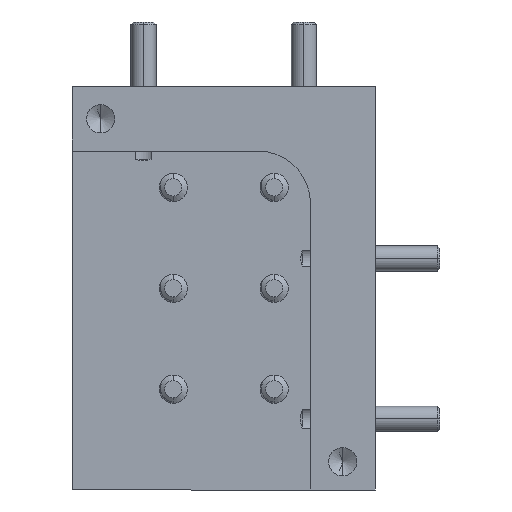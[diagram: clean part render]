
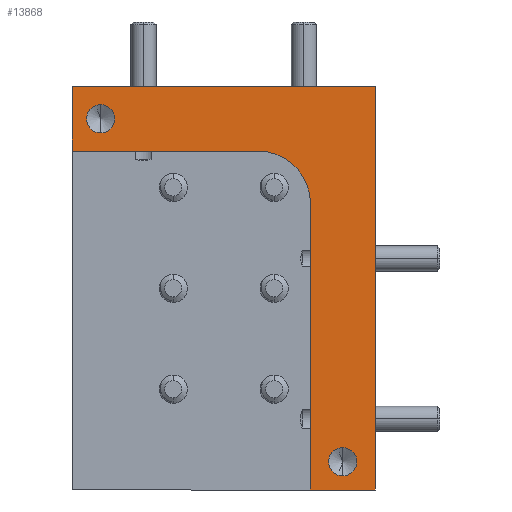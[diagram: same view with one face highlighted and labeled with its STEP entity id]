
A CAD part, front view. The second image highlights one B-rep face of the part: STEP entity #13868.
In plain terms, the highlighted planar face has unit normal (0, -1, 0).
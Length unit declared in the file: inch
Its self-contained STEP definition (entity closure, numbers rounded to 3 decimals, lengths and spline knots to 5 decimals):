
#284 = FACE_OUTER_BOUND ( 'NONE', #15320, .T. ) ;
#362 = DIRECTION ( 'NONE',  ( -1., 0., 0. ) ) ;
#431 = LINE ( 'NONE', #5633, #9828 ) ;
#699 = LINE ( 'NONE', #16272, #20293 ) ;
#737 = DIRECTION ( 'NONE',  ( 0., 0., -1. ) ) ;
#1025 = DIRECTION ( 'NONE',  ( 0., -1., 0. ) ) ;
#1087 = LINE ( 'NONE', #6649, #25787 ) ;
#1357 = EDGE_CURVE ( 'NONE', #16100, #3060, #26924, .T. ) ;
#2006 = CARTESIAN_POINT ( 'NONE',  ( 0.57574, 0.36848, 0.32823 ) ) ;
#2379 = EDGE_CURVE ( 'NONE', #27599, #33285, #4782, .T. ) ;
#2910 = CIRCLE ( 'NONE', #13934, 0.035 ) ;
#3060 = VERTEX_POINT ( 'NONE', #3951 ) ;
#3951 = CARTESIAN_POINT ( 'NONE',  ( -0.02426, 0.36848, 1.17823 ) ) ;
#4268 = CARTESIAN_POINT ( 'NONE',  ( 0.65574, 0.36848, 0.29323 ) ) ;
#4428 = ORIENTED_EDGE ( 'NONE', *, *, #17500, .F. ) ;
#4680 = EDGE_LOOP ( 'NONE', ( #21453, #11668 ) ) ;
#4782 = CIRCLE ( 'NONE', #11371, 0.13 ) ;
#5556 = DIRECTION ( 'NONE',  ( 0., 0., -1. ) ) ;
#5633 = CARTESIAN_POINT ( 'NONE',  ( 0.65574, 0.36848, 1.29323 ) ) ;
#6049 = DIRECTION ( 'NONE',  ( 0., 0., -1. ) ) ;
#6635 = VERTEX_POINT ( 'NONE', #27811 ) ;
#6649 = CARTESIAN_POINT ( 'NONE',  ( 0.65574, 0.36848, 1.29323 ) ) ;
#7381 = CARTESIAN_POINT ( 'NONE',  ( 0.49574, 0.36848, 0.29323 ) ) ;
#7577 = CIRCLE ( 'NONE', #21913, 0.035 ) ;
#7719 = DIRECTION ( 'NONE',  ( 0., 1., 0. ) ) ;
#8097 = FACE_BOUND ( 'NONE', #10781, .T. ) ;
#8285 = CARTESIAN_POINT ( 'NONE',  ( 0.49574, 0.36848, 1.00323 ) ) ;
#8806 = CARTESIAN_POINT ( 'NONE',  ( -0.09426, 0.36848, 1.29323 ) ) ;
#8922 = DIRECTION ( 'NONE',  ( 1., 0., 0. ) ) ;
#9112 = ORIENTED_EDGE ( 'NONE', *, *, #2379, .T. ) ;
#9141 = VERTEX_POINT ( 'NONE', #7381 ) ;
#9649 = ORIENTED_EDGE ( 'NONE', *, *, #26352, .F. ) ;
#9828 = VECTOR ( 'NONE', #8922, 39.37008 ) ;
#10781 = EDGE_LOOP ( 'NONE', ( #19302, #11870 ) ) ;
#10821 = CARTESIAN_POINT ( 'NONE',  ( 0.49574, 0.36848, 0.29323 ) ) ;
#10850 = CARTESIAN_POINT ( 'NONE',  ( 0.65574, 0.36848, 1.29323 ) ) ;
#11342 = EDGE_CURVE ( 'NONE', #3060, #16100, #29475, .T. ) ;
#11371 = AXIS2_PLACEMENT_3D ( 'NONE', #23454, #7719, #23285 ) ;
#11668 = ORIENTED_EDGE ( 'NONE', *, *, #1357, .F. ) ;
#11870 = ORIENTED_EDGE ( 'NONE', *, *, #13631, .F. ) ;
#12074 = VECTOR ( 'NONE', #362, 39.37008 ) ;
#12710 = CARTESIAN_POINT ( 'NONE',  ( 0.36574, 0.36848, 1.13323 ) ) ;
#13098 = VECTOR ( 'NONE', #32428, 39.37008 ) ;
#13179 = EDGE_CURVE ( 'NONE', #20445, #9141, #699, .T. ) ;
#13235 = DIRECTION ( 'NONE',  ( 0., 0., 1. ) ) ;
#13561 = ORIENTED_EDGE ( 'NONE', *, *, #22859, .F. ) ;
#13631 = EDGE_CURVE ( 'NONE', #22011, #20132, #2910, .T. ) ;
#13868 = ADVANCED_FACE ( 'NONE', ( #15527, #8097, #284 ), #29078, .F. ) ;
#13934 = AXIS2_PLACEMENT_3D ( 'NONE', #19700, #30297, #6049 ) ;
#14009 = CARTESIAN_POINT ( 'NONE',  ( -0.09426, 0.36848, 1.29323 ) ) ;
#15320 = EDGE_LOOP ( 'NONE', ( #18358, #4428, #9112, #13561, #30889, #9649, #16976 ) ) ;
#15527 = FACE_BOUND ( 'NONE', #4680, .T. ) ;
#16100 = VERTEX_POINT ( 'NONE', #33492 ) ;
#16272 = CARTESIAN_POINT ( 'NONE',  ( 0.65574, 0.36848, 0.29323 ) ) ;
#16347 = AXIS2_PLACEMENT_3D ( 'NONE', #18851, #1025, #5556 ) ;
#16508 = LINE ( 'NONE', #10821, #23020 ) ;
#16976 = ORIENTED_EDGE ( 'NONE', *, *, #31563, .F. ) ;
#17500 = EDGE_CURVE ( 'NONE', #27599, #27940, #29478, .T. ) ;
#18099 = DIRECTION ( 'NONE',  ( 0., 0., -1. ) ) ;
#18358 = ORIENTED_EDGE ( 'NONE', *, *, #28319, .F. ) ;
#18390 = AXIS2_PLACEMENT_3D ( 'NONE', #21873, #22217, #737 ) ;
#18851 = CARTESIAN_POINT ( 'NONE',  ( -0.02426, 0.36848, 1.21323 ) ) ;
#19044 = CARTESIAN_POINT ( 'NONE',  ( 0.49574, 0.36848, 1.13323 ) ) ;
#19302 = ORIENTED_EDGE ( 'NONE', *, *, #30281, .F. ) ;
#19700 = CARTESIAN_POINT ( 'NONE',  ( 0.57574, 0.36848, 0.36323 ) ) ;
#20132 = VERTEX_POINT ( 'NONE', #2006 ) ;
#20293 = VECTOR ( 'NONE', #26877, 39.37008 ) ;
#20445 = VERTEX_POINT ( 'NONE', #4268 ) ;
#20618 = AXIS2_PLACEMENT_3D ( 'NONE', #10850, #26298, #26129 ) ;
#21219 = DIRECTION ( 'NONE',  ( 0., -1., 0. ) ) ;
#21453 = ORIENTED_EDGE ( 'NONE', *, *, #11342, .F. ) ;
#21873 = CARTESIAN_POINT ( 'NONE',  ( -0.02426, 0.36848, 1.21323 ) ) ;
#21913 = AXIS2_PLACEMENT_3D ( 'NONE', #23492, #21219, #18099 ) ;
#22011 = VERTEX_POINT ( 'NONE', #26053 ) ;
#22173 = LINE ( 'NONE', #14009, #13098 ) ;
#22217 = DIRECTION ( 'NONE',  ( 0., -1., 0. ) ) ;
#22859 = EDGE_CURVE ( 'NONE', #9141, #33285, #16508, .T. ) ;
#23020 = VECTOR ( 'NONE', #13235, 39.37008 ) ;
#23285 = DIRECTION ( 'NONE',  ( 0., 0., 1. ) ) ;
#23454 = CARTESIAN_POINT ( 'NONE',  ( 0.36574, 0.36848, 1.00323 ) ) ;
#23492 = CARTESIAN_POINT ( 'NONE',  ( 0.57574, 0.36848, 0.36323 ) ) ;
#25787 = VECTOR ( 'NONE', #27256, 39.37008 ) ;
#26053 = CARTESIAN_POINT ( 'NONE',  ( 0.57574, 0.36848, 0.39823 ) ) ;
#26129 = DIRECTION ( 'NONE',  ( 0., 0., 1. ) ) ;
#26298 = DIRECTION ( 'NONE',  ( 0., 1., 0. ) ) ;
#26352 = EDGE_CURVE ( 'NONE', #6635, #20445, #1087, .T. ) ;
#26877 = DIRECTION ( 'NONE',  ( -1., 0., 0. ) ) ;
#26924 = CIRCLE ( 'NONE', #16347, 0.035 ) ;
#27087 = CARTESIAN_POINT ( 'NONE',  ( -0.09426, 0.36848, 1.13323 ) ) ;
#27256 = DIRECTION ( 'NONE',  ( 0., 0., -1. ) ) ;
#27599 = VERTEX_POINT ( 'NONE', #12710 ) ;
#27811 = CARTESIAN_POINT ( 'NONE',  ( 0.65574, 0.36848, 1.29323 ) ) ;
#27940 = VERTEX_POINT ( 'NONE', #27087 ) ;
#28319 = EDGE_CURVE ( 'NONE', #27940, #33552, #22173, .T. ) ;
#29078 = PLANE ( 'NONE',  #20618 ) ;
#29475 = CIRCLE ( 'NONE', #18390, 0.035 ) ;
#29478 = LINE ( 'NONE', #19044, #12074 ) ;
#30281 = EDGE_CURVE ( 'NONE', #20132, #22011, #7577, .T. ) ;
#30297 = DIRECTION ( 'NONE',  ( 0., -1., 0. ) ) ;
#30889 = ORIENTED_EDGE ( 'NONE', *, *, #13179, .F. ) ;
#31563 = EDGE_CURVE ( 'NONE', #33552, #6635, #431, .T. ) ;
#32428 = DIRECTION ( 'NONE',  ( 0., 0., 1. ) ) ;
#33285 = VERTEX_POINT ( 'NONE', #8285 ) ;
#33492 = CARTESIAN_POINT ( 'NONE',  ( -0.02426, 0.36848, 1.24823 ) ) ;
#33552 = VERTEX_POINT ( 'NONE', #8806 ) ;
